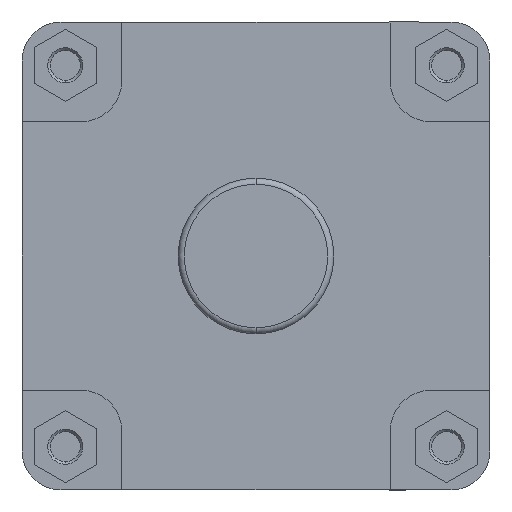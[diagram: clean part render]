
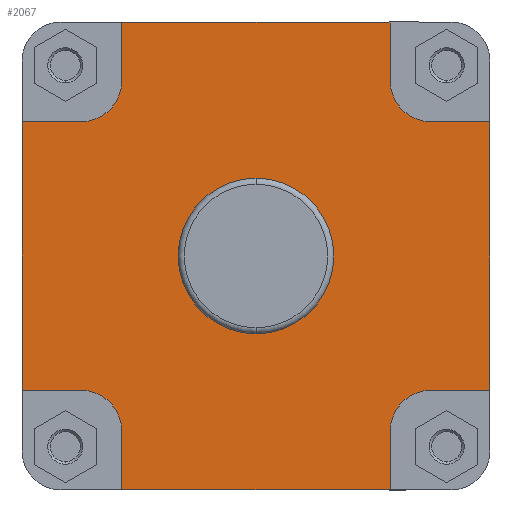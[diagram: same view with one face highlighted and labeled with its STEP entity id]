
A CAD part, left-side view. The second image highlights one B-rep face of the part: STEP entity #2067.
In plain terms, the highlighted planar face has unit normal (-1, 0, 0).
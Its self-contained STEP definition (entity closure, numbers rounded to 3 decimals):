
#1381 = ORIENTED_EDGE ( 'NONE', *, *, #2562, .F. ) ;
#1386 = ORIENTED_EDGE ( 'NONE', *, *, #2470, .F. ) ;
#1390 = ORIENTED_EDGE ( 'NONE', *, *, #2482, .F. ) ;
#1391 = ORIENTED_EDGE ( 'NONE', *, *, #2535, .T. ) ;
#1392 = ORIENTED_EDGE ( 'NONE', *, *, #2536, .F. ) ;
#1394 = ORIENTED_EDGE ( 'NONE', *, *, #2517, .F. ) ;
#1395 = ORIENTED_EDGE ( 'NONE', *, *, #2527, .F. ) ;
#1398 = ORIENTED_EDGE ( 'NONE', *, *, #2448, .F. ) ;
#1403 = ORIENTED_EDGE ( 'NONE', *, *, #2480, .F. ) ;
#1404 = ORIENTED_EDGE ( 'NONE', *, *, #2469, .T. ) ;
#1420 = ORIENTED_EDGE ( 'NONE', *, *, #2496, .F. ) ;
#1421 = ORIENTED_EDGE ( 'NONE', *, *, #2546, .F. ) ;
#1422 = ORIENTED_EDGE ( 'NONE', *, *, #2577, .F. ) ;
#1423 = ORIENTED_EDGE ( 'NONE', *, *, #2566, .F. ) ;
#1424 = ORIENTED_EDGE ( 'NONE', *, *, #2528, .F. ) ;
#1425 = ORIENTED_EDGE ( 'NONE', *, *, #2529, .F. ) ;
#1429 = ORIENTED_EDGE ( 'NONE', *, *, #2542, .F. ) ;
#1433 = ORIENTED_EDGE ( 'NONE', *, *, #2471, .F. ) ;
#2067 = ADVANCED_FACE ( 'NONE', ( #3685, #3683 ), #4398, .F. ) ;
#2448 = EDGE_CURVE ( 'NONE', #7258, #7293, #5506, .T. ) ;
#2469 = EDGE_CURVE ( 'NONE', #7208, #7179, #5532, .T. ) ;
#2470 = EDGE_CURVE ( 'NONE', #7244, #7258, #5536, .T. ) ;
#2471 = EDGE_CURVE ( 'NONE', #7293, #7179, #5529, .T. ) ;
#2480 = EDGE_CURVE ( 'NONE', #7209, #7278, #5559, .T. ) ;
#2482 = EDGE_CURVE ( 'NONE', #7239, #7185, #5558, .T. ) ;
#2496 = EDGE_CURVE ( 'NONE', #7218, #7271, #5579, .T. ) ;
#2517 = EDGE_CURVE ( 'NONE', #7289, #7300, #5617, .T. ) ;
#2527 = EDGE_CURVE ( 'NONE', #7300, #7224, #5632, .T. ) ;
#2528 = EDGE_CURVE ( 'NONE', #7193, #7284, #5635, .T. ) ;
#2529 = EDGE_CURVE ( 'NONE', #7224, #7265, #5624, .T. ) ;
#2535 = EDGE_CURVE ( 'NONE', #7244, #7185, #5646, .T. ) ;
#2536 = EDGE_CURVE ( 'NONE', #7271, #7239, #5649, .T. ) ;
#2542 = EDGE_CURVE ( 'NONE', #7278, #7209, #5659, .T. ) ;
#2546 = EDGE_CURVE ( 'NONE', #7286, #7218, #5661, .T. ) ;
#2562 = EDGE_CURVE ( 'NONE', #7208, #7289, #5682, .T. ) ;
#2566 = EDGE_CURVE ( 'NONE', #7265, #7193, #5691, .T. ) ;
#2577 = EDGE_CURVE ( 'NONE', #7284, #7286, #5713, .T. ) ;
#2776 = AXIS2_PLACEMENT_3D ( 'NONE', #4389, #4399, #4400 ) ;
#2939 = AXIS2_PLACEMENT_3D ( 'NONE', #5354, #5355, #5356 ) ;
#2946 = AXIS2_PLACEMENT_3D ( 'NONE', #5429, #5430, #5431 ) ;
#2965 = AXIS2_PLACEMENT_3D ( 'NONE', #6128, #6142, #6143 ) ;
#2970 = AXIS2_PLACEMENT_3D ( 'NONE', #6162, #6168, #6169 ) ;
#2971 = AXIS2_PLACEMENT_3D ( 'NONE', #6172, #6188, #6189 ) ;
#2973 = AXIS2_PLACEMENT_3D ( 'NONE', #6187, #6202, #6203 ) ;
#3309 = EDGE_LOOP ( 'NONE', ( #1429, #1403 ) ) ;
#3330 = EDGE_LOOP ( 'NONE', ( #1404, #1433, #1398, #1386, #1391, #1390, #1392, #1420, #1421, #1422, #1424, #1423, #1425, #1395, #1394, #1381 ) ) ;
#3683 = FACE_OUTER_BOUND ( 'NONE', #3330, .T. ) ;
#3685 = FACE_BOUND ( 'NONE', #3309, .T. ) ;
#4389 = CARTESIAN_POINT ( 'NONE',  ( 67., 44.9, 0. ) ) ;
#4398 = PLANE ( 'NONE',  #2776 ) ;
#4399 = DIRECTION ( 'NONE',  ( 1., 0., 0. ) ) ;
#4400 = DIRECTION ( 'NONE',  ( 0., 0., -1. ) ) ;
#5354 = CARTESIAN_POINT ( 'NONE',  ( 67., -101., -101. ) ) ;
#5355 = DIRECTION ( 'NONE',  ( -1., 0., 0. ) ) ;
#5356 = DIRECTION ( 'NONE',  ( 0., 0., -1. ) ) ;
#5395 = CARTESIAN_POINT ( 'NONE',  ( 67., -135., -77.5 ) ) ;
#5405 = CARTESIAN_POINT ( 'NONE',  ( 67., -297.141, -135. ) ) ;
#5406 = DIRECTION ( 'NONE',  ( 0., -1., 0. ) ) ;
#5407 = CARTESIAN_POINT ( 'NONE',  ( 67., -77.5, -101. ) ) ;
#5408 = DIRECTION ( 'NONE',  ( 0., 1., 0. ) ) ;
#5410 = DIRECTION ( 'NONE',  ( 0., 0., -1. ) ) ;
#5427 = CARTESIAN_POINT ( 'NONE',  ( 67., -101., 77.5 ) ) ;
#5429 = CARTESIAN_POINT ( 'NONE',  ( 67., 0., 0. ) ) ;
#5430 = DIRECTION ( 'NONE',  ( -1., 0., 0. ) ) ;
#5431 = DIRECTION ( 'NONE',  ( 0., 0., 1. ) ) ;
#5435 = DIRECTION ( 'NONE',  ( 0., -1., 0. ) ) ;
#5467 = CARTESIAN_POINT ( 'NONE',  ( 67., -77.5, 135. ) ) ;
#5468 = DIRECTION ( 'NONE',  ( 0., 0., -1. ) ) ;
#5506 = CIRCLE ( 'NONE', #2939, 23.5 ) ;
#5529 = LINE ( 'NONE', #5407, #5540 ) ;
#5532 = LINE ( 'NONE', #5405, #5533 ) ;
#5533 = VECTOR ( 'NONE', #5406, 1000. ) ;
#5536 = LINE ( 'NONE', #5395, #5538 ) ;
#5538 = VECTOR ( 'NONE', #5408, 1000. ) ;
#5540 = VECTOR ( 'NONE', #5410, 1000. ) ;
#5558 = LINE ( 'NONE', #5427, #5560 ) ;
#5559 = CIRCLE ( 'NONE', #2946, 44.9 ) ;
#5560 = VECTOR ( 'NONE', #5435, 1000. ) ;
#5577 = VECTOR ( 'NONE', #5468, 1000. ) ;
#5579 = LINE ( 'NONE', #5467, #5577 ) ;
#5601 = VECTOR ( 'NONE', #6171, 1000. ) ;
#5617 = CIRCLE ( 'NONE', #2965, 23.5 ) ;
#5624 = LINE ( 'NONE', #6170, #5601 ) ;
#5632 = LINE ( 'NONE', #6166, #5633 ) ;
#5633 = VECTOR ( 'NONE', #6167, 1000. ) ;
#5635 = CIRCLE ( 'NONE', #2970, 23.5 ) ;
#5646 = LINE ( 'NONE', #6185, #5647 ) ;
#5647 = VECTOR ( 'NONE', #6186, 1000. ) ;
#5649 = CIRCLE ( 'NONE', #2971, 23.5 ) ;
#5657 = VECTOR ( 'NONE', #6213, 1000. ) ;
#5659 = CIRCLE ( 'NONE', #2973, 44.9 ) ;
#5661 = LINE ( 'NONE', #6204, #5657 ) ;
#5680 = VECTOR ( 'NONE', #6251, 1000. ) ;
#5682 = LINE ( 'NONE', #6250, #5680 ) ;
#5691 = LINE ( 'NONE', #6247, #5695 ) ;
#5695 = VECTOR ( 'NONE', #6258, 1000. ) ;
#5713 = LINE ( 'NONE', #6283, #5714 ) ;
#5714 = VECTOR ( 'NONE', #6284, 1000. ) ;
#6128 = CARTESIAN_POINT ( 'NONE',  ( 67., 101., -101. ) ) ;
#6142 = DIRECTION ( 'NONE',  ( -1., 0., 0. ) ) ;
#6143 = DIRECTION ( 'NONE',  ( 0., 0., -1. ) ) ;
#6162 = CARTESIAN_POINT ( 'NONE',  ( 67., 101., 101. ) ) ;
#6166 = CARTESIAN_POINT ( 'NONE',  ( 67., 101., -77.5 ) ) ;
#6167 = DIRECTION ( 'NONE',  ( 0., 1., 0. ) ) ;
#6168 = DIRECTION ( 'NONE',  ( -1., 0., 0. ) ) ;
#6169 = DIRECTION ( 'NONE',  ( 0., 0., -1. ) ) ;
#6170 = CARTESIAN_POINT ( 'NONE',  ( 67., 135., 0. ) ) ;
#6171 = DIRECTION ( 'NONE',  ( 0., 0., 1. ) ) ;
#6172 = CARTESIAN_POINT ( 'NONE',  ( 67., -101., 101. ) ) ;
#6185 = CARTESIAN_POINT ( 'NONE',  ( 67., -135., 0. ) ) ;
#6186 = DIRECTION ( 'NONE',  ( 0., 0., 1. ) ) ;
#6187 = CARTESIAN_POINT ( 'NONE',  ( 67., 0., 0. ) ) ;
#6188 = DIRECTION ( 'NONE',  ( -1., 0., 0. ) ) ;
#6189 = DIRECTION ( 'NONE',  ( 0., 0., -1. ) ) ;
#6202 = DIRECTION ( 'NONE',  ( -1., 0., 0. ) ) ;
#6203 = DIRECTION ( 'NONE',  ( 0., 0., 1. ) ) ;
#6204 = CARTESIAN_POINT ( 'NONE',  ( 67., -297.141, 135. ) ) ;
#6213 = DIRECTION ( 'NONE',  ( 0., -1., 0. ) ) ;
#6247 = CARTESIAN_POINT ( 'NONE',  ( 67., 135., 77.5 ) ) ;
#6250 = CARTESIAN_POINT ( 'NONE',  ( 67., 77.5, -135. ) ) ;
#6251 = DIRECTION ( 'NONE',  ( 0., 0., 1. ) ) ;
#6258 = DIRECTION ( 'NONE',  ( 0., -1., 0. ) ) ;
#6283 = CARTESIAN_POINT ( 'NONE',  ( 67., 77.5, 101. ) ) ;
#6284 = DIRECTION ( 'NONE',  ( 0., 0., 1. ) ) ;
#6883 = CARTESIAN_POINT ( 'NONE',  ( 67., -77.5, -135. ) ) ;
#6887 = CARTESIAN_POINT ( 'NONE',  ( 67., -135., 77.5 ) ) ;
#6895 = CARTESIAN_POINT ( 'NONE',  ( 67., 101., 77.5 ) ) ;
#6910 = CARTESIAN_POINT ( 'NONE',  ( 67., 77.5, -135. ) ) ;
#6911 = CARTESIAN_POINT ( 'NONE',  ( 67., 0., -44.9 ) ) ;
#6920 = CARTESIAN_POINT ( 'NONE',  ( 67., -77.5, 135. ) ) ;
#6926 = CARTESIAN_POINT ( 'NONE',  ( 67., 135., -77.5 ) ) ;
#6941 = CARTESIAN_POINT ( 'NONE',  ( 67., -101., 77.5 ) ) ;
#6946 = CARTESIAN_POINT ( 'NONE',  ( 67., -135., -77.5 ) ) ;
#6960 = CARTESIAN_POINT ( 'NONE',  ( 67., -101., -77.5 ) ) ;
#6967 = CARTESIAN_POINT ( 'NONE',  ( 67., 135., 77.5 ) ) ;
#6973 = CARTESIAN_POINT ( 'NONE',  ( 67., -77.5, 101. ) ) ;
#6980 = CARTESIAN_POINT ( 'NONE',  ( 67., 0., 44.9 ) ) ;
#6986 = CARTESIAN_POINT ( 'NONE',  ( 67., 77.5, 101. ) ) ;
#6988 = CARTESIAN_POINT ( 'NONE',  ( 67., 77.5, 135. ) ) ;
#6991 = CARTESIAN_POINT ( 'NONE',  ( 67., 77.5, -101. ) ) ;
#6995 = CARTESIAN_POINT ( 'NONE',  ( 67., -77.5, -101. ) ) ;
#7002 = CARTESIAN_POINT ( 'NONE',  ( 67., 101., -77.5 ) ) ;
#7179 = VERTEX_POINT ( 'NONE', #6883 ) ;
#7185 = VERTEX_POINT ( 'NONE', #6887 ) ;
#7193 = VERTEX_POINT ( 'NONE', #6895 ) ;
#7208 = VERTEX_POINT ( 'NONE', #6910 ) ;
#7209 = VERTEX_POINT ( 'NONE', #6911 ) ;
#7218 = VERTEX_POINT ( 'NONE', #6920 ) ;
#7224 = VERTEX_POINT ( 'NONE', #6926 ) ;
#7239 = VERTEX_POINT ( 'NONE', #6941 ) ;
#7244 = VERTEX_POINT ( 'NONE', #6946 ) ;
#7258 = VERTEX_POINT ( 'NONE', #6960 ) ;
#7265 = VERTEX_POINT ( 'NONE', #6967 ) ;
#7271 = VERTEX_POINT ( 'NONE', #6973 ) ;
#7278 = VERTEX_POINT ( 'NONE', #6980 ) ;
#7284 = VERTEX_POINT ( 'NONE', #6986 ) ;
#7286 = VERTEX_POINT ( 'NONE', #6988 ) ;
#7289 = VERTEX_POINT ( 'NONE', #6991 ) ;
#7293 = VERTEX_POINT ( 'NONE', #6995 ) ;
#7300 = VERTEX_POINT ( 'NONE', #7002 ) ;
